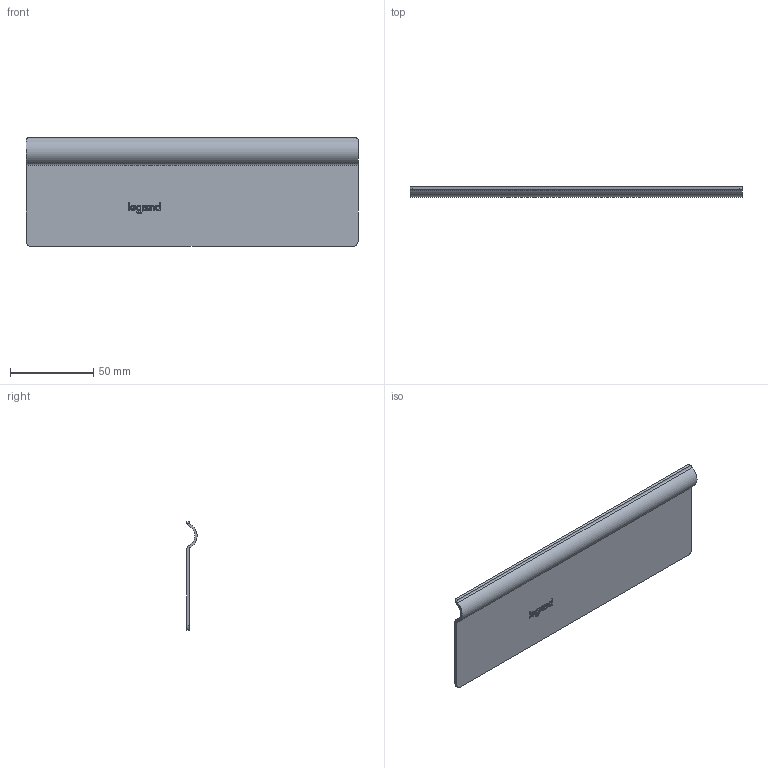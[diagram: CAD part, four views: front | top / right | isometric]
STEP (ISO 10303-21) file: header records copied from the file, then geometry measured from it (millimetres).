
FILE_DESCRIPTION(/* description */ (''),/* implementation_level */ '2;1');
FILE_NAME(/* name */ '482220.stp',/* time_stamp */ '2023-12-19T13:46:32+01:00',/* author */ ('bonnaudn'),/* organization */ (''),/* preprocessor_version */ 'ST-DEVELOPER v19.2',/* originating_system */ 'AutoCAD Mechanical',/* authorisation */ '');
FILE_SCHEMA (('AUTOMOTIVE_DESIGN { 1 0 10303 214 3 1 1 }'));
Length unit declared in the file: millimetre
Products named in the file (1): Product
Bounding box: 200 x 6.25 x 65.5 mm (x, y, z)
Volume: 20655.4 mm3; surface area: 28382.3 mm2
Topology: 1 solids, 8 shells, 23 faces, 101 edges, 87 vertices
Faces by surface type: plane 13, cylinder 8, bspline 2
Entity records: 1213 total; most frequent: CARTESIAN_POINT 322, DIRECTION 176, ORIENTED_EDGE 143, EDGE_CURVE 101, VERTEX_POINT 87, LINE 62, VECTOR 62, AXIS2_PLACEMENT_3D 57
